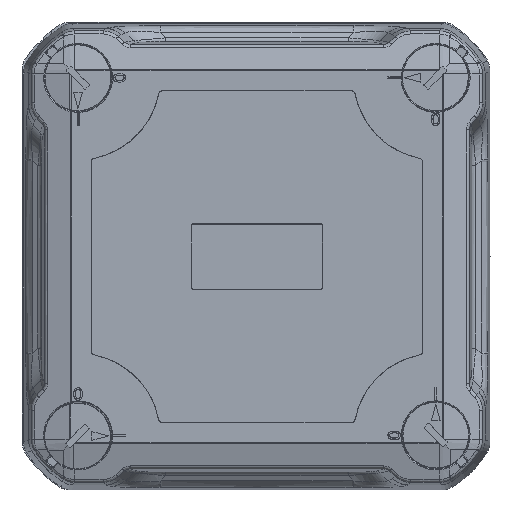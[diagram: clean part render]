
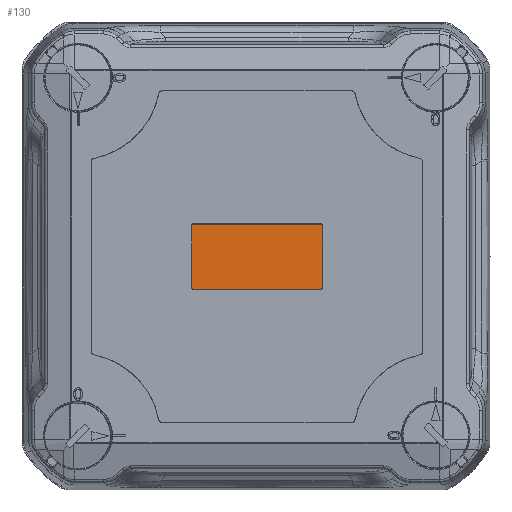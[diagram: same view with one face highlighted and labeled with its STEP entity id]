
A CAD part, top view. The second image highlights one B-rep face of the part: STEP entity #130.
In plain terms, the highlighted planar face has unit normal (0, 0, 1).
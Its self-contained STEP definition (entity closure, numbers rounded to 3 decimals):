
#130=ADVANCED_FACE('',(#2176),#29705,.T.);
#2176=FACE_OUTER_BOUND('',#4222,.T.);
#4222=EDGE_LOOP('',(#6419,#6420,#6421,#6422,#6423,#6424,#6425,#6426));
#6419=ORIENTED_EDGE('',*,*,#17621,.T.);
#6420=ORIENTED_EDGE('',*,*,#16473,.T.);
#6421=ORIENTED_EDGE('',*,*,#17630,.T.);
#6422=ORIENTED_EDGE('',*,*,#16470,.T.);
#6423=ORIENTED_EDGE('',*,*,#17626,.T.);
#6424=ORIENTED_EDGE('',*,*,#16472,.T.);
#6425=ORIENTED_EDGE('',*,*,#17623,.T.);
#6426=ORIENTED_EDGE('',*,*,#16471,.T.);
#16470=EDGE_CURVE('',#26534,#26535,#21449,.T.);
#16471=EDGE_CURVE('',#26538,#26540,#21450,.T.);
#16472=EDGE_CURVE('',#26536,#26537,#21451,.T.);
#16473=EDGE_CURVE('',#26539,#26533,#21452,.T.);
#17621=EDGE_CURVE('',#26540,#26539,#24533,.T.);
#17623=EDGE_CURVE('',#26537,#26538,#24535,.T.);
#17626=EDGE_CURVE('',#26535,#26536,#24538,.T.);
#17630=EDGE_CURVE('',#26533,#26534,#24541,.T.);
#21449=B_SPLINE_CURVE_WITH_KNOTS('',1,(#92945,#92946),.UNSPECIFIED.,.F.,
 .F.,(2,2),(-15.,0.),.UNSPECIFIED.);
#21450=B_SPLINE_CURVE_WITH_KNOTS('',1,(#92947,#92948),.UNSPECIFIED.,.F.,
 .F.,(2,2),(0.,15.),.UNSPECIFIED.);
#21451=B_SPLINE_CURVE_WITH_KNOTS('',1,(#92949,#92950),.UNSPECIFIED.,.F.,
 .F.,(2,2),(-31.,0.),.UNSPECIFIED.);
#21452=B_SPLINE_CURVE_WITH_KNOTS('',1,(#92951,#92952),.UNSPECIFIED.,.F.,
 .F.,(2,2),(-31.,0.),.UNSPECIFIED.);
#24533=(
BOUNDED_CURVE()
B_SPLINE_CURVE(2,(#108599,#108600,#108601),.UNSPECIFIED.,.F.,.F.)
B_SPLINE_CURVE_WITH_KNOTS((3,3),(-0.628,0.),.UNSPECIFIED.)
CURVE()
GEOMETRIC_REPRESENTATION_ITEM()
RATIONAL_B_SPLINE_CURVE((1.,0.707,1.))
REPRESENTATION_ITEM('')
);
#24535=(
BOUNDED_CURVE()
B_SPLINE_CURVE(2,(#108605,#108606,#108607),.UNSPECIFIED.,.F.,.F.)
B_SPLINE_CURVE_WITH_KNOTS((3,3),(0.,0.628),.UNSPECIFIED.)
CURVE()
GEOMETRIC_REPRESENTATION_ITEM()
RATIONAL_B_SPLINE_CURVE((1.,0.707,1.))
REPRESENTATION_ITEM('')
);
#24538=(
BOUNDED_CURVE()
B_SPLINE_CURVE(2,(#108614,#108615,#108616),.UNSPECIFIED.,.F.,.F.)
B_SPLINE_CURVE_WITH_KNOTS((3,3),(-0.628,0.),.UNSPECIFIED.)
CURVE()
GEOMETRIC_REPRESENTATION_ITEM()
RATIONAL_B_SPLINE_CURVE((1.,0.707,1.))
REPRESENTATION_ITEM('')
);
#24541=(
BOUNDED_CURVE()
B_SPLINE_CURVE(2,(#108625,#108626,#108627),.UNSPECIFIED.,.F.,.F.)
B_SPLINE_CURVE_WITH_KNOTS((3,3),(0.,0.628),.UNSPECIFIED.)
CURVE()
GEOMETRIC_REPRESENTATION_ITEM()
RATIONAL_B_SPLINE_CURVE((1.,0.707,1.))
REPRESENTATION_ITEM('')
);
#26533=VERTEX_POINT('',#90126);
#26534=VERTEX_POINT('',#90127);
#26535=VERTEX_POINT('',#90128);
#26536=VERTEX_POINT('',#90129);
#26537=VERTEX_POINT('',#90130);
#26538=VERTEX_POINT('',#90131);
#26539=VERTEX_POINT('',#90132);
#26540=VERTEX_POINT('',#90133);
#29705=PLANE('',#31722);
#31722=AXIS2_PLACEMENT_3D('',#33288,#32140,$);
#32140=DIRECTION('',(0.,0.,1.));
#33288=CARTESIAN_POINT('',(-70.564,-9.691,70.372));
#90126=CARTESIAN_POINT('',(-35.982,-8.11,70.372));
#90127=CARTESIAN_POINT('',(-35.582,-7.71,70.372));
#90128=CARTESIAN_POINT('',(-35.582,7.29,70.372));
#90129=CARTESIAN_POINT('',(-35.982,7.69,70.372));
#90130=CARTESIAN_POINT('',(-66.982,7.69,70.372));
#90131=CARTESIAN_POINT('',(-67.382,7.29,70.372));
#90132=CARTESIAN_POINT('',(-66.982,-8.11,70.372));
#90133=CARTESIAN_POINT('',(-67.382,-7.71,70.372));
#92945=CARTESIAN_POINT('',(-35.582,-7.71,70.372));
#92946=CARTESIAN_POINT('',(-35.582,7.29,70.372));
#92947=CARTESIAN_POINT('',(-67.382,7.29,70.372));
#92948=CARTESIAN_POINT('',(-67.382,-7.71,70.372));
#92949=CARTESIAN_POINT('',(-35.982,7.69,70.372));
#92950=CARTESIAN_POINT('',(-66.982,7.69,70.372));
#92951=CARTESIAN_POINT('',(-66.982,-8.11,70.372));
#92952=CARTESIAN_POINT('',(-35.982,-8.11,70.372));
#108599=CARTESIAN_POINT('',(-67.382,-7.71,70.372));
#108600=CARTESIAN_POINT('',(-67.382,-8.11,70.372));
#108601=CARTESIAN_POINT('',(-66.982,-8.11,70.372));
#108605=CARTESIAN_POINT('',(-66.982,7.69,70.372));
#108606=CARTESIAN_POINT('',(-67.382,7.69,70.372));
#108607=CARTESIAN_POINT('',(-67.382,7.29,70.372));
#108614=CARTESIAN_POINT('',(-35.582,7.29,70.372));
#108615=CARTESIAN_POINT('',(-35.582,7.69,70.372));
#108616=CARTESIAN_POINT('',(-35.982,7.69,70.372));
#108625=CARTESIAN_POINT('',(-35.982,-8.11,70.372));
#108626=CARTESIAN_POINT('',(-35.582,-8.11,70.372));
#108627=CARTESIAN_POINT('',(-35.582,-7.71,70.372));
